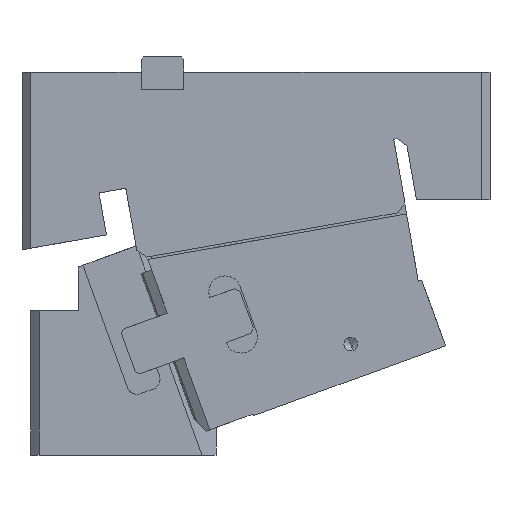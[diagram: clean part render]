
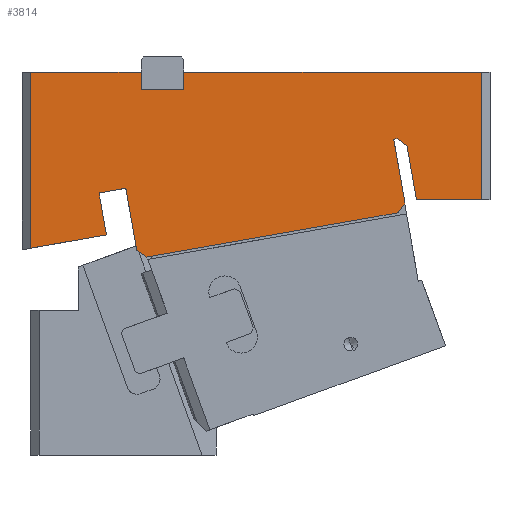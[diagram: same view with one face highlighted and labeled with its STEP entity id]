
A CAD part, front view. The second image highlights one B-rep face of the part: STEP entity #3814.
In plain terms, the highlighted planar face has unit normal (0, -1, 0).
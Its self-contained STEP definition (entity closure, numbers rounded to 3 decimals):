
#566=CARTESIAN_POINT('Vertex',(-185.,-42.5,195.)) ;
#569=CARTESIAN_POINT('Line Origine',(-152.5,-42.5,195.)) ;
#573=CARTESIAN_POINT('Vertex',(-120.,-42.5,195.)) ;
#669=CARTESIAN_POINT('Vertex',(-185.,-42.5,91.575)) ;
#672=CARTESIAN_POINT('Line Origine',(-185.,-42.5,143.287)) ;
#726=CARTESIAN_POINT('Vertex',(-140.4,-42.5,99.439)) ;
#729=CARTESIAN_POINT('Line Origine',(-162.7,-42.5,95.507)) ;
#1198=CARTESIAN_POINT('Vertex',(80.,-42.5,120.)) ;
#1205=CARTESIAN_POINT('Vertex',(80.,-42.5,195.)) ;
#1208=CARTESIAN_POINT('Line Origine',(80.,-42.5,157.5)) ;
#1419=CARTESIAN_POINT('Vertex',(-95.,-42.5,185.)) ;
#1422=CARTESIAN_POINT('Line Origine',(-95.,-42.5,190.)) ;
#1426=CARTESIAN_POINT('Vertex',(-95.,-42.5,195.)) ;
#1447=CARTESIAN_POINT('Vertex',(-120.,-42.5,185.)) ;
#1450=CARTESIAN_POINT('Line Origine',(-107.5,-42.5,185.)) ;
#1472=CARTESIAN_POINT('Line Origine',(-120.,-42.5,190.)) ;
#1939=CARTESIAN_POINT('Line Origine',(-7.5,-42.5,195.)) ;
#2128=CARTESIAN_POINT('Vertex',(41.797,-42.5,120.)) ;
#2150=CARTESIAN_POINT('Line Origine',(60.899,-42.5,120.)) ;
#2202=CARTESIAN_POINT('Line Origine',(38.985,-42.5,135.949)) ;
#2206=CARTESIAN_POINT('Vertex',(36.173,-42.5,151.898)) ;
#2540=CARTESIAN_POINT('Line Origine',(32.982,-42.5,115.287)) ;
#2544=CARTESIAN_POINT('Vertex',(35.01,-42.5,118.183)) ;
#2546=CARTESIAN_POINT('Vertex',(30.954,-42.5,112.391)) ;
#2897=CARTESIAN_POINT('Vertex',(-122.56,-42.5,90.4)) ;
#2900=CARTESIAN_POINT('Line Origine',(-125.772,-42.5,108.619)) ;
#2904=CARTESIAN_POINT('Vertex',(-128.985,-42.5,126.838)) ;
#2944=CARTESIAN_POINT('Vertex',(-116.767,-42.5,86.344)) ;
#2947=CARTESIAN_POINT('Line Origine',(-119.664,-42.5,88.372)) ;
#2969=CARTESIAN_POINT('Line Origine',(-42.907,-42.5,99.367)) ;
#3033=CARTESIAN_POINT('Vertex',(28.411,-42.5,155.606)) ;
#3036=CARTESIAN_POINT('Line Origine',(31.71,-42.5,136.895)) ;
#3669=CARTESIAN_POINT('Vertex',(30.381,-42.5,155.953)) ;
#3672=CARTESIAN_POINT('Line Origine',(29.396,-42.5,155.78)) ;
#3764=CARTESIAN_POINT('Line Origine',(33.277,-42.5,153.925)) ;
#3776=CARTESIAN_POINT('Axis2P3D Location',(85.,-42.5,195.)) ;
#3781=CARTESIAN_POINT('Line Origine',(-142.571,-42.5,111.749)) ;
#3785=CARTESIAN_POINT('Vertex',(-144.742,-42.5,124.059)) ;
#3788=CARTESIAN_POINT('Line Origine',(-136.863,-42.5,125.448)) ;
#570=DIRECTION('Vector Direction',(-1.,0.,0.)) ;
#673=DIRECTION('Vector Direction',(0.,0.,-1.)) ;
#730=DIRECTION('Vector Direction',(-0.985,0.,-0.174)) ;
#1209=DIRECTION('Vector Direction',(0.,0.,1.)) ;
#1423=DIRECTION('Vector Direction',(0.,0.,1.)) ;
#1451=DIRECTION('Vector Direction',(1.,0.,0.)) ;
#1473=DIRECTION('Vector Direction',(0.,0.,1.)) ;
#1940=DIRECTION('Vector Direction',(-1.,0.,0.)) ;
#2151=DIRECTION('Vector Direction',(1.,0.,0.)) ;
#2203=DIRECTION('Vector Direction',(0.174,0.,-0.985)) ;
#2541=DIRECTION('Vector Direction',(-0.574,0.,-0.819)) ;
#2901=DIRECTION('Vector Direction',(-0.174,0.,0.985)) ;
#2948=DIRECTION('Vector Direction',(0.819,0.,-0.574)) ;
#2970=DIRECTION('Vector Direction',(-0.985,0.,-0.174)) ;
#3037=DIRECTION('Vector Direction',(-0.174,0.,0.985)) ;
#3673=DIRECTION('Vector Direction',(0.985,0.,0.174)) ;
#3765=DIRECTION('Vector Direction',(0.819,0.,-0.574)) ;
#3777=DIRECTION('Axis2P3D Direction',(0.,-1.,0.)) ;
#3778=DIRECTION('Axis2P3D XDirection',(1.,0.,0.)) ;
#3782=DIRECTION('Vector Direction',(-0.174,0.,0.985)) ;
#3789=DIRECTION('Vector Direction',(0.985,0.,0.174)) ;
#3779=AXIS2_PLACEMENT_3D('Plane Axis2P3D',#3776,#3777,#3778) ;
#3794=ORIENTED_EDGE('',*,*,#3040,.T.) ;
#3795=ORIENTED_EDGE('',*,*,#3676,.T.) ;
#3796=ORIENTED_EDGE('',*,*,#3768,.T.) ;
#3797=ORIENTED_EDGE('',*,*,#2208,.T.) ;
#3798=ORIENTED_EDGE('',*,*,#2154,.T.) ;
#3799=ORIENTED_EDGE('',*,*,#1212,.T.) ;
#3800=ORIENTED_EDGE('',*,*,#1943,.T.) ;
#3801=ORIENTED_EDGE('',*,*,#1428,.F.) ;
#3802=ORIENTED_EDGE('',*,*,#1454,.F.) ;
#3803=ORIENTED_EDGE('',*,*,#1476,.T.) ;
#3804=ORIENTED_EDGE('',*,*,#575,.T.) ;
#3805=ORIENTED_EDGE('',*,*,#676,.T.) ;
#3806=ORIENTED_EDGE('',*,*,#733,.F.) ;
#3807=ORIENTED_EDGE('',*,*,#3787,.T.) ;
#3808=ORIENTED_EDGE('',*,*,#3792,.T.) ;
#3809=ORIENTED_EDGE('',*,*,#2906,.F.) ;
#3810=ORIENTED_EDGE('',*,*,#2951,.T.) ;
#3811=ORIENTED_EDGE('',*,*,#2973,.F.) ;
#3812=ORIENTED_EDGE('',*,*,#2548,.F.) ;
#571=VECTOR('Line Direction',#570,1.) ;
#674=VECTOR('Line Direction',#673,1.) ;
#731=VECTOR('Line Direction',#730,1.) ;
#1210=VECTOR('Line Direction',#1209,1.) ;
#1424=VECTOR('Line Direction',#1423,1.) ;
#1452=VECTOR('Line Direction',#1451,1.) ;
#1474=VECTOR('Line Direction',#1473,1.) ;
#1941=VECTOR('Line Direction',#1940,1.) ;
#2152=VECTOR('Line Direction',#2151,1.) ;
#2204=VECTOR('Line Direction',#2203,1.) ;
#2542=VECTOR('Line Direction',#2541,1.) ;
#2902=VECTOR('Line Direction',#2901,1.) ;
#2949=VECTOR('Line Direction',#2948,1.) ;
#2971=VECTOR('Line Direction',#2970,1.) ;
#3038=VECTOR('Line Direction',#3037,1.) ;
#3674=VECTOR('Line Direction',#3673,1.) ;
#3766=VECTOR('Line Direction',#3765,1.) ;
#3783=VECTOR('Line Direction',#3782,1.) ;
#3790=VECTOR('Line Direction',#3789,1.) ;
#3814=ADVANCED_FACE('CAM HOLDER',(#3813),#3780,.T.) ;
#575=EDGE_CURVE('',#574,#567,#572,.T.) ;
#676=EDGE_CURVE('',#567,#670,#675,.T.) ;
#733=EDGE_CURVE('',#727,#670,#732,.T.) ;
#1212=EDGE_CURVE('',#1199,#1206,#1211,.T.) ;
#1428=EDGE_CURVE('',#1420,#1427,#1425,.T.) ;
#1454=EDGE_CURVE('',#1448,#1420,#1453,.T.) ;
#1476=EDGE_CURVE('',#1448,#574,#1475,.T.) ;
#1943=EDGE_CURVE('',#1206,#1427,#1942,.T.) ;
#2154=EDGE_CURVE('',#2129,#1199,#2153,.T.) ;
#2208=EDGE_CURVE('',#2207,#2129,#2205,.T.) ;
#2548=EDGE_CURVE('',#2545,#2547,#2543,.T.) ;
#2906=EDGE_CURVE('',#2898,#2905,#2903,.T.) ;
#2951=EDGE_CURVE('',#2898,#2945,#2950,.T.) ;
#2973=EDGE_CURVE('',#2547,#2945,#2972,.T.) ;
#3040=EDGE_CURVE('',#2545,#3034,#3039,.T.) ;
#3676=EDGE_CURVE('',#3034,#3670,#3675,.T.) ;
#3768=EDGE_CURVE('',#3670,#2207,#3767,.T.) ;
#3787=EDGE_CURVE('',#727,#3786,#3784,.T.) ;
#3792=EDGE_CURVE('',#3786,#2905,#3791,.T.) ;
#3793=EDGE_LOOP('',(#3794,#3795,#3796,#3797,#3798,#3799,#3800,#3801,#3802,#3803,#3804,#3805,#3806,#3807,#3808,#3809,#3810,#3811,#3812)) ;
#3813=FACE_OUTER_BOUND('',#3793,.T.) ;
#572=LINE('Line',#569,#571) ;
#675=LINE('Line',#672,#674) ;
#732=LINE('Line',#729,#731) ;
#1211=LINE('Line',#1208,#1210) ;
#1425=LINE('Line',#1422,#1424) ;
#1453=LINE('Line',#1450,#1452) ;
#1475=LINE('Line',#1472,#1474) ;
#1942=LINE('Line',#1939,#1941) ;
#2153=LINE('Line',#2150,#2152) ;
#2205=LINE('Line',#2202,#2204) ;
#2543=LINE('Line',#2540,#2542) ;
#2903=LINE('Line',#2900,#2902) ;
#2950=LINE('Line',#2947,#2949) ;
#2972=LINE('Line',#2969,#2971) ;
#3039=LINE('Line',#3036,#3038) ;
#3675=LINE('Line',#3672,#3674) ;
#3767=LINE('Line',#3764,#3766) ;
#3784=LINE('Line',#3781,#3783) ;
#3791=LINE('Line',#3788,#3790) ;
#3780=PLANE('Plane',#3779) ;
#567=VERTEX_POINT('',#566) ;
#574=VERTEX_POINT('',#573) ;
#670=VERTEX_POINT('',#669) ;
#727=VERTEX_POINT('',#726) ;
#1199=VERTEX_POINT('',#1198) ;
#1206=VERTEX_POINT('',#1205) ;
#1420=VERTEX_POINT('',#1419) ;
#1427=VERTEX_POINT('',#1426) ;
#1448=VERTEX_POINT('',#1447) ;
#2129=VERTEX_POINT('',#2128) ;
#2207=VERTEX_POINT('',#2206) ;
#2545=VERTEX_POINT('',#2544) ;
#2547=VERTEX_POINT('',#2546) ;
#2898=VERTEX_POINT('',#2897) ;
#2905=VERTEX_POINT('',#2904) ;
#2945=VERTEX_POINT('',#2944) ;
#3034=VERTEX_POINT('',#3033) ;
#3670=VERTEX_POINT('',#3669) ;
#3786=VERTEX_POINT('',#3785) ;
